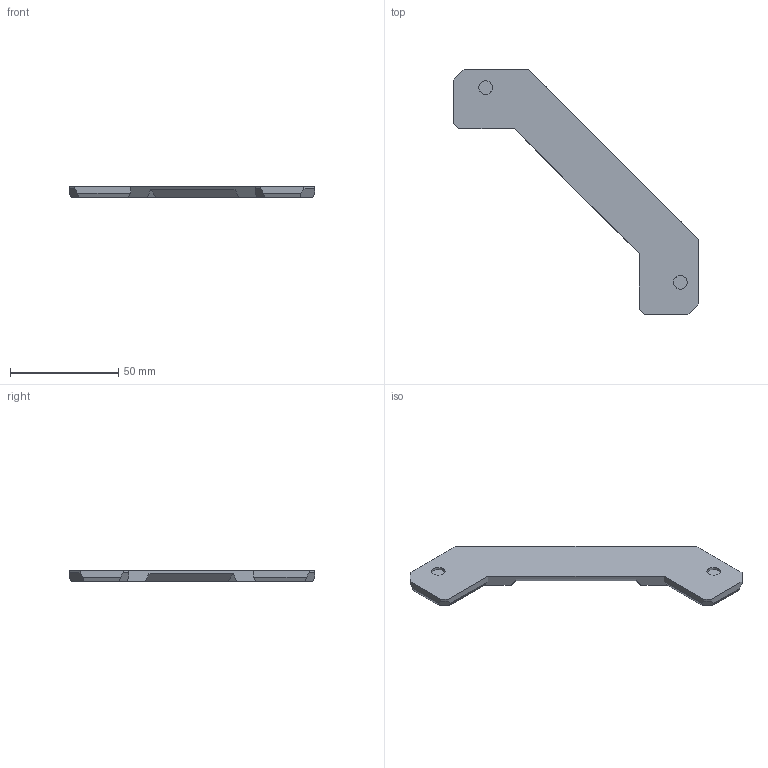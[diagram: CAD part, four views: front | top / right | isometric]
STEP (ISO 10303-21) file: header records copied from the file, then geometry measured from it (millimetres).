
FILE_DESCRIPTION(/* description */ (''),/* implementation_level */ '2;1');
FILE_NAME(/* name */ 'enclosure2_corner_trim_4mm.step',/* time_stamp */ '2022-09-15T14:56:47+01:00',/* author */ (''),/* organization */ (''),/* preprocessor_version */ 'ST-DEVELOPER v19',/* originating_system */ 'Autodesk Translation Framework v11.7.0.108',/* authorisation */ '');
FILE_SCHEMA (('AUTOMOTIVE_DESIGN { 1 0 10303 214 3 1 1 }'));
Length unit declared in the file: millimetre
Products named in the file (1): enclosure2_corner_trim_4mm
Bounding box: 113.5 x 113.5 x 5 mm (x, y, z)
Volume: 18213 mm3; surface area: 9674.2 mm2
Topology: 1 solids, 1 shells, 44 faces, 112 edges, 74 vertices
Faces by surface type: plane 38, cylinder 4, cone 2
Full cylindrical faces by diameter (mm): 6.3 x2, 11 x2
Entity records: 1343 total; most frequent: CARTESIAN_POINT 231, ORIENTED_EDGE 224, DIRECTION 212, EDGE_CURVE 112, LINE 102, VECTOR 102, VERTEX_POINT 74, AXIS2_PLACEMENT_3D 55
